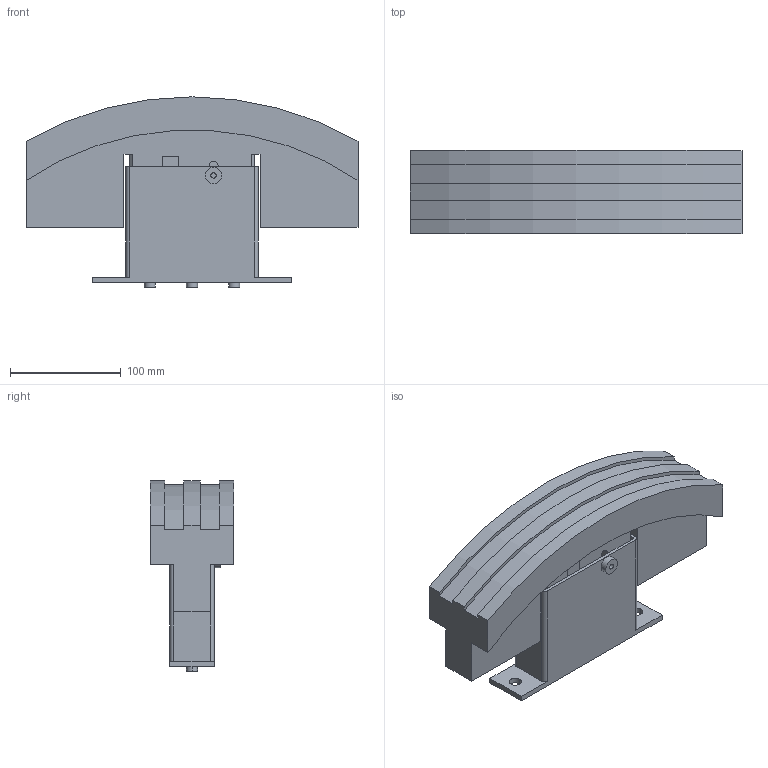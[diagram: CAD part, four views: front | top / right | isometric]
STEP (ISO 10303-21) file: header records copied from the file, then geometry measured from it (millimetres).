
FILE_DESCRIPTION(('STEP AP214'),'1');
FILE_NAME('cctmp_C82894CA-29E9-40C6-B322-3CB0C49C42C3_2023_6_21_14_47_2_2..stp','2023-06-21T12:47:02',('Murtfeldt Kunststoffe GmbH & Co.KG'),('CADClick - www.CADClick.com'),'Spatial InterOp 3D',' ','unknown authorization');
FILE_SCHEMA(('AUTOMOTIVE_DESIGN'));
Length unit declared in the file: millimetre
Products named in the file (1): 1
Bounding box: 300 x 75 x 172 mm (x, y, z)
Volume: 1632912.7 mm3; surface area: 220568.3 mm2
Topology: 5 solids, 5 shells, 100 faces, 246 edges, 164 vertices
Faces by surface type: plane 69, cylinder 31
Entity records: 3832 total; most frequent: DIRECTION 518, CARTESIAN_POINT 515, ORIENTED_EDGE 492, EDGE_CURVE 246, LINE 184, VECTOR 184, AXIS2_PLACEMENT_3D 167, VERTEX_POINT 164
